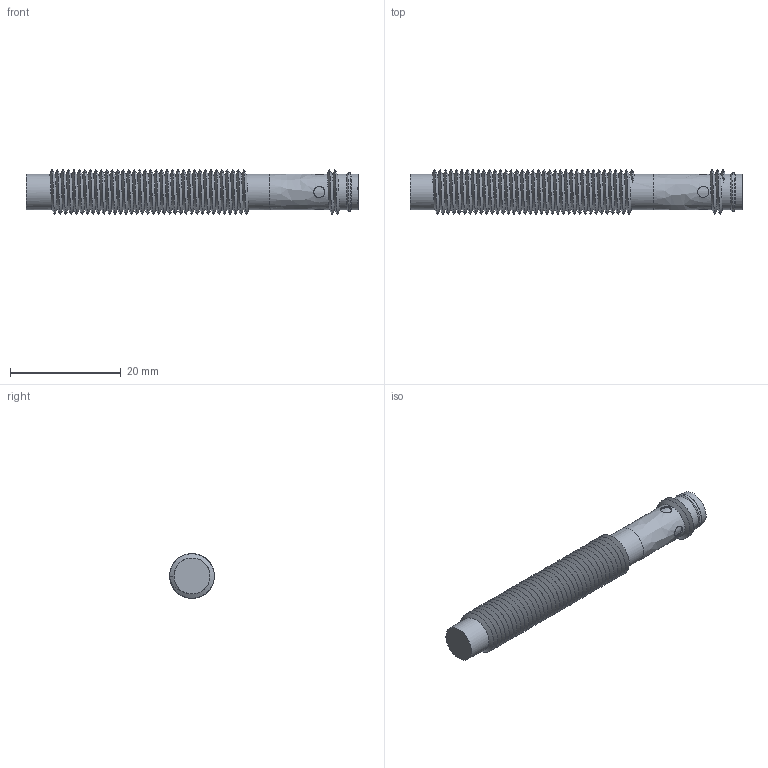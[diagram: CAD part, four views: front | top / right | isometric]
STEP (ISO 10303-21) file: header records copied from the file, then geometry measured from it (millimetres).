
FILE_DESCRIPTION( ('This file contains a STEP AP42 implementation' ,'as created by ZW3D STEP Interface translator.') ,'2;1' );
FILE_NAME( 'ECS2-0804X-XCU3.stp' ,'20 522. 83450', (''), ('ZWCAD Software Co.'), 'Version 1.0', 'ZW3D to STEP translator', '' );
FILE_SCHEMA(('AUTOMOTIVE_DESIGN'));
Length unit declared in the file: millimetre
Products named in the file (2): 0; ECS2-0804X-XCU31
Bounding box: 60 x 8.06 x 8.06 mm (x, y, z)
Volume: 2158.1 mm3; surface area: 2310 mm2
Topology: 1 solids, 1 shells, 75 faces, 185 edges, 116 vertices
Faces by surface type: bspline 75
Entity records: 4490 total; most frequent: CARTESIAN_POINT 3387, ORIENTED_EDGE 364, EDGE_CURVE 182, VERTEX_POINT 116, EDGE_LOOP 82, B_SPLINE_CURVE_WITH_KNOTS 82, FACE_OUTER_BOUND 75, ADVANCED_FACE 75
